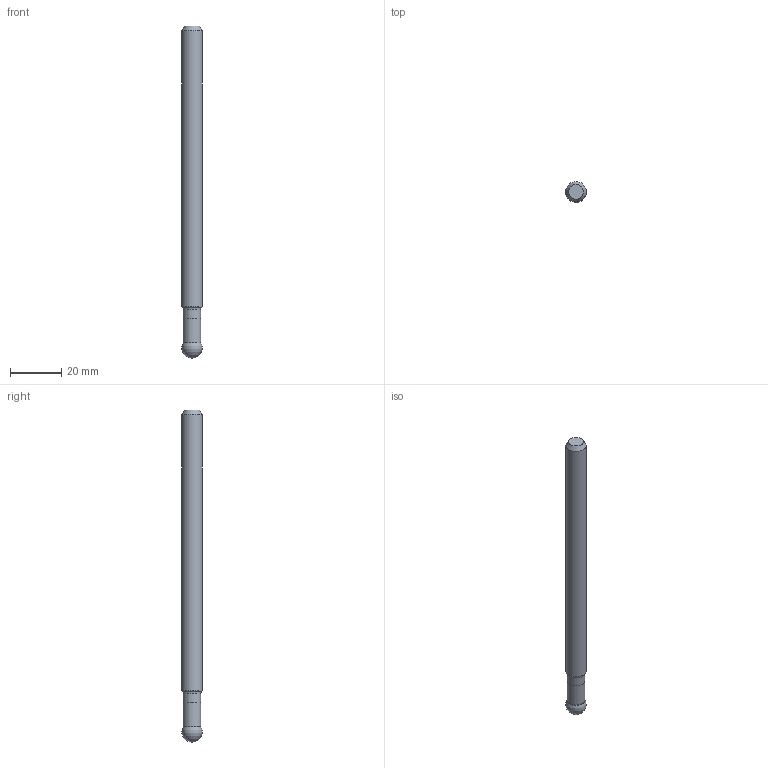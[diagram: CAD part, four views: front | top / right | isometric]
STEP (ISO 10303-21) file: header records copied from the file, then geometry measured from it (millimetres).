
FILE_DESCRIPTION(/* description */ (''),/* implementation_level */ '2;1');
FILE_NAME(/* name */ 'PPH0802QC08130HSCW_112226091ndi000_00_SIM.stp',/* time_stamp */ '2020-01-27T12:20:18+01:00',/* author */ (''),/* organization */ (''),/* preprocessor_version */ 'ST-DEVELOPER v16.7',/* originating_system */ 'SIEMENS PLM Software NX 12.0',/* authorisation */ '');
FILE_SCHEMA (('AUTOMOTIVE_DESIGN { 1 0 10303 214 3 1 1 1 }'));
Length unit declared in the file: millimetre
Products named in the file (1): pp071F1833E2r54b
Bounding box: 8 x 8 x 129.99 mm (x, y, z)
Volume: 6526 mm3; surface area: 3531.4 mm2
Topology: 3 solids, 3 shells, 17 faces, 34 edges, 22 vertices
Faces by surface type: plane 5, revolution 4, cylinder 3, torus 2, cone 2, sphere 1
Full cylindrical faces by diameter (mm): 6.95 x2, 7.997 x1
Entity records: 380 total; most frequent: CARTESIAN_POINT 67, DIRECTION 60, EDGE_LOOP 28, ORIENTED_EDGE 28, AXIS2_PLACEMENT_3D 28, FACE_BOUND 24, ADVANCED_FACE 17, VERTEX_POINT 15
